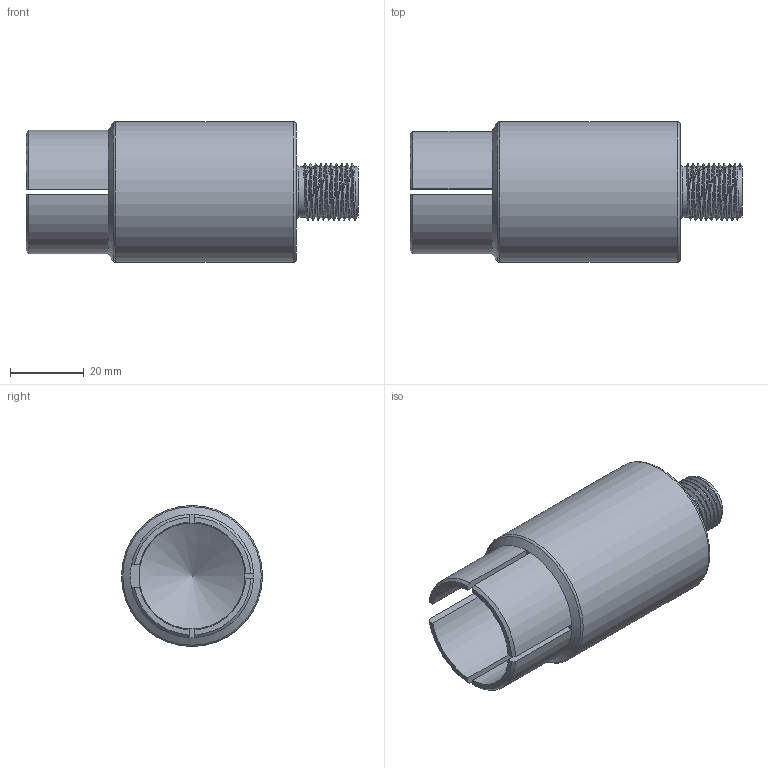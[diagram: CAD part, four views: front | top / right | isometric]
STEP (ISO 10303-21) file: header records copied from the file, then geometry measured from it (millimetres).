
FILE_DESCRIPTION(/* description */ ('ADAPTER SHAFT '),/* implementation_level */ '2;1');
FILE_NAME(/* name */ '17406.stp',/* time_stamp */ '2017-01-27T15:50:48-05:00',/* author */ ('MJC'),/* organization */ (''),/* preprocessor_version */ 'ST-DEVELOPER v16.5',/* originating_system */ 'Autodesk Inventor 2017',/* authorisation */ '');
FILE_SCHEMA (('AUTOMOTIVE_DESIGN { 1 0 10303 214 3 1 1 }'));
Length unit declared in the file: inch
Products named in the file (1): 17406
Bounding box: 89.74 x 38.1 x 38.1 mm (x, y, z)
Volume: 35120.9 mm3; surface area: 17485.5 mm2
Topology: 1 solids, 1 shells, 56 faces, 140 edges, 87 vertices
Faces by surface type: cylinder 26, plane 15, cone 10, torus 3, bspline 2
Full cylindrical faces by diameter (mm): 13.741 x11, 28.6 x1, 38.1 x1
Entity records: 3090 total; most frequent: CARTESIAN_POINT 2036, DIRECTION 222, ORIENTED_EDGE 198, EDGE_CURVE 99, AXIS2_PLACEMENT_3D 88, VERTEX_POINT 64, EDGE_LOOP 55, FACE_OUTER_BOUND 46
